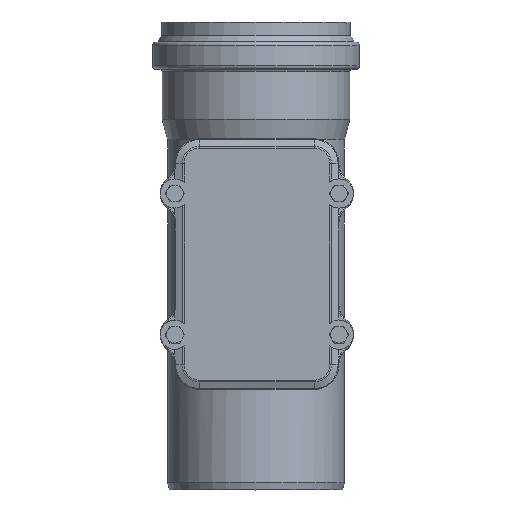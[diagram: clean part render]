
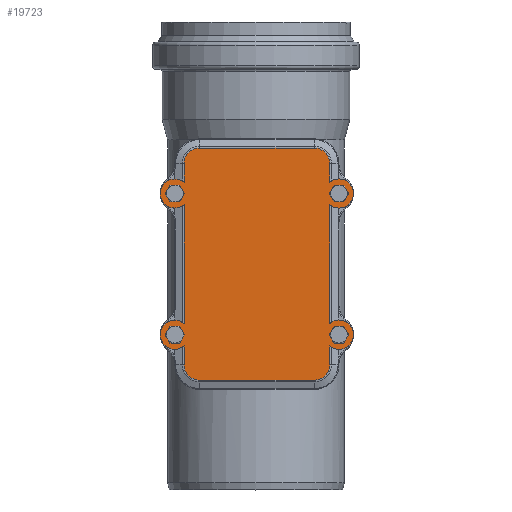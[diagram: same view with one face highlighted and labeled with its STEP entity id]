
A CAD part, top view. The second image highlights one B-rep face of the part: STEP entity #19723.
In plain terms, the highlighted planar face has unit normal (0, 0, 1).
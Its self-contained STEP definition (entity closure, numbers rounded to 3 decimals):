
#1864=FACE_BOUND('',#4575,.T.);
#1865=FACE_BOUND('',#4576,.T.);
#1866=FACE_BOUND('',#4577,.T.);
#1867=FACE_BOUND('',#4578,.T.);
#2114=PLANE('',#21939);
#3251=FACE_OUTER_BOUND('',#4574,.T.);
#4574=EDGE_LOOP('',(#17554,#17555,#17556,#17557,#17558,#17559,#17560,#17561,
#17562,#17563,#17564,#17565,#17566,#17567,#17568,#17569));
#4575=EDGE_LOOP('',(#17570));
#4576=EDGE_LOOP('',(#17571));
#4577=EDGE_LOOP('',(#17572));
#4578=EDGE_LOOP('',(#17573));
#5535=CIRCLE('',#21931,17.559);
#5539=CIRCLE('',#21937,17.559);
#5540=CIRCLE('',#21940,16.5);
#5541=CIRCLE('',#21941,16.5);
#5542=CIRCLE('',#21942,16.5);
#5543=CIRCLE('',#21943,17.559);
#5544=CIRCLE('',#21944,17.559);
#5545=CIRCLE('',#21945,16.5);
#5546=CIRCLE('',#21946,6.5);
#5547=CIRCLE('',#21947,6.5);
#5548=CIRCLE('',#21948,6.5);
#5549=CIRCLE('',#21949,6.5);
#6685=LINE('',#43053,#7854);
#6687=LINE('',#43065,#7856);
#6689=LINE('',#43082,#7858);
#6690=LINE('',#43089,#7859);
#6691=LINE('',#43093,#7860);
#6692=LINE('',#43097,#7861);
#6693=LINE('',#43101,#7862);
#6694=LINE('',#43104,#7863);
#7854=VECTOR('',#27308,21.223);
#7856=VECTOR('',#27322,130.);
#7858=VECTOR('',#27334,21.223);
#7859=VECTOR('',#27341,134.447);
#7860=VECTOR('',#27344,21.223);
#7861=VECTOR('',#27347,130.);
#7862=VECTOR('',#27350,21.223);
#7863=VECTOR('',#27353,134.447);
#9489=VERTEX_POINT('',#43041);
#9492=VERTEX_POINT('',#43046);
#9493=VERTEX_POINT('',#43055);
#9495=VERTEX_POINT('',#43061);
#9497=VERTEX_POINT('',#43067);
#9499=VERTEX_POINT('',#43073);
#9501=VERTEX_POINT('',#43084);
#9502=VERTEX_POINT('',#43086);
#9503=VERTEX_POINT('',#43088);
#9504=VERTEX_POINT('',#43090);
#9505=VERTEX_POINT('',#43092);
#9506=VERTEX_POINT('',#43094);
#9507=VERTEX_POINT('',#43096);
#9508=VERTEX_POINT('',#43098);
#9509=VERTEX_POINT('',#43100);
#9510=VERTEX_POINT('',#43102);
#9511=VERTEX_POINT('',#43105);
#9512=VERTEX_POINT('',#43107);
#9513=VERTEX_POINT('',#43109);
#9514=VERTEX_POINT('',#43111);
#12236=EDGE_CURVE('',#9492,#9489,#6685,.T.);
#12239=EDGE_CURVE('',#9489,#9493,#5535,.T.);
#12242=EDGE_CURVE('',#9493,#9495,#6687,.T.);
#12245=EDGE_CURVE('',#9495,#9497,#5539,.T.);
#12248=EDGE_CURVE('',#9497,#9499,#6689,.T.);
#12249=EDGE_CURVE('',#9499,#9501,#5540,.T.);
#12250=EDGE_CURVE('',#9502,#9492,#5541,.T.);
#12251=EDGE_CURVE('',#9503,#9502,#6690,.T.);
#12252=EDGE_CURVE('',#9504,#9503,#5542,.T.);
#12253=EDGE_CURVE('',#9505,#9504,#6691,.T.);
#12254=EDGE_CURVE('',#9506,#9505,#5543,.T.);
#12255=EDGE_CURVE('',#9507,#9506,#6692,.T.);
#12256=EDGE_CURVE('',#9508,#9507,#5544,.T.);
#12257=EDGE_CURVE('',#9509,#9508,#6693,.T.);
#12258=EDGE_CURVE('',#9510,#9509,#5545,.T.);
#12259=EDGE_CURVE('',#9501,#9510,#6694,.T.);
#12260=EDGE_CURVE('',#9511,#9511,#5546,.T.);
#12261=EDGE_CURVE('',#9512,#9512,#5547,.T.);
#12262=EDGE_CURVE('',#9513,#9513,#5548,.T.);
#12263=EDGE_CURVE('',#9514,#9514,#5549,.T.);
#17554=ORIENTED_EDGE('',*,*,#12249,.F.);
#17555=ORIENTED_EDGE('',*,*,#12248,.F.);
#17556=ORIENTED_EDGE('',*,*,#12245,.F.);
#17557=ORIENTED_EDGE('',*,*,#12242,.F.);
#17558=ORIENTED_EDGE('',*,*,#12239,.F.);
#17559=ORIENTED_EDGE('',*,*,#12236,.F.);
#17560=ORIENTED_EDGE('',*,*,#12250,.F.);
#17561=ORIENTED_EDGE('',*,*,#12251,.F.);
#17562=ORIENTED_EDGE('',*,*,#12252,.F.);
#17563=ORIENTED_EDGE('',*,*,#12253,.F.);
#17564=ORIENTED_EDGE('',*,*,#12254,.F.);
#17565=ORIENTED_EDGE('',*,*,#12255,.F.);
#17566=ORIENTED_EDGE('',*,*,#12256,.F.);
#17567=ORIENTED_EDGE('',*,*,#12257,.F.);
#17568=ORIENTED_EDGE('',*,*,#12258,.F.);
#17569=ORIENTED_EDGE('',*,*,#12259,.F.);
#17570=ORIENTED_EDGE('',*,*,#12260,.T.);
#17571=ORIENTED_EDGE('',*,*,#12261,.T.);
#17572=ORIENTED_EDGE('',*,*,#12262,.T.);
#17573=ORIENTED_EDGE('',*,*,#12263,.T.);
#19723=ADVANCED_FACE('',(#3251,#1864,#1865,#1866,#1867),#2114,.T.);
#21931=AXIS2_PLACEMENT_3D('',#43059,#27315,#27316);
#21937=AXIS2_PLACEMENT_3D('',#43071,#27329,#27330);
#21939=AXIS2_PLACEMENT_3D('',#43083,#27335,#27336);
#21940=AXIS2_PLACEMENT_3D('',#43085,#27337,#27338);
#21941=AXIS2_PLACEMENT_3D('',#43087,#27339,#27340);
#21942=AXIS2_PLACEMENT_3D('',#43091,#27342,#27343);
#21943=AXIS2_PLACEMENT_3D('',#43095,#27345,#27346);
#21944=AXIS2_PLACEMENT_3D('',#43099,#27348,#27349);
#21945=AXIS2_PLACEMENT_3D('',#43103,#27351,#27352);
#21946=AXIS2_PLACEMENT_3D('',#43106,#27354,#27355);
#21947=AXIS2_PLACEMENT_3D('',#43108,#27356,#27357);
#21948=AXIS2_PLACEMENT_3D('',#43110,#27358,#27359);
#21949=AXIS2_PLACEMENT_3D('',#43112,#27360,#27361);
#27308=DIRECTION('',(0.,-1.,0.));
#27315=DIRECTION('center_axis',(0.,0.,-1.));
#27316=DIRECTION('ref_axis',(0.707,-0.707,0.));
#27322=DIRECTION('',(-1.,0.,0.));
#27329=DIRECTION('center_axis',(0.,0.,-1.));
#27330=DIRECTION('ref_axis',(-0.707,-0.707,0.));
#27334=DIRECTION('',(0.,1.,0.));
#27335=DIRECTION('center_axis',(0.,0.,1.));
#27336=DIRECTION('ref_axis',(1.,0.,0.));
#27337=DIRECTION('center_axis',(0.,0.,-1.));
#27338=DIRECTION('ref_axis',(-1.,0.,0.));
#27339=DIRECTION('center_axis',(0.,0.,-1.));
#27340=DIRECTION('ref_axis',(-1.,0.,0.));
#27341=DIRECTION('',(0.,-1.,0.));
#27342=DIRECTION('center_axis',(0.,0.,-1.));
#27343=DIRECTION('ref_axis',(-1.,0.,0.));
#27344=DIRECTION('',(0.,-1.,0.));
#27345=DIRECTION('center_axis',(0.,0.,-1.));
#27346=DIRECTION('ref_axis',(0.707,0.707,0.));
#27347=DIRECTION('',(1.,0.,0.));
#27348=DIRECTION('center_axis',(0.,0.,-1.));
#27349=DIRECTION('ref_axis',(-0.707,0.707,0.));
#27350=DIRECTION('',(0.,1.,0.));
#27351=DIRECTION('center_axis',(0.,0.,-1.));
#27352=DIRECTION('ref_axis',(-1.,0.,0.));
#27353=DIRECTION('',(0.,1.,0.));
#27354=DIRECTION('center_axis',(0.,0.,-1.));
#27355=DIRECTION('ref_axis',(-1.,0.,0.));
#27356=DIRECTION('center_axis',(0.,0.,-1.));
#27357=DIRECTION('ref_axis',(-1.,0.,0.));
#27358=DIRECTION('center_axis',(0.,0.,-1.));
#27359=DIRECTION('ref_axis',(-1.,0.,0.));
#27360=DIRECTION('center_axis',(0.,0.,-1.));
#27361=DIRECTION('ref_axis',(-1.,0.,0.));
#43041=CARTESIAN_POINT('',(82.559,-114.,25.));
#43046=CARTESIAN_POINT('',(82.559,-92.777,25.));
#43053=CARTESIAN_POINT('',(82.559,-28.5,25.));
#43055=CARTESIAN_POINT('',(65.,-131.559,25.));
#43059=CARTESIAN_POINT('Origin',(65.,-114.,25.));
#43061=CARTESIAN_POINT('',(-65.,-131.559,25.));
#43065=CARTESIAN_POINT('',(-16.25,-131.559,25.));
#43067=CARTESIAN_POINT('',(-82.559,-114.,25.));
#43071=CARTESIAN_POINT('Origin',(-65.,-114.,25.));
#43073=CARTESIAN_POINT('',(-82.559,-92.777,25.));
#43082=CARTESIAN_POINT('',(-82.559,28.5,25.));
#43083=CARTESIAN_POINT('Origin',(0.,0.,
25.));
#43084=CARTESIAN_POINT('',(-82.559,-67.223,25.));
#43085=CARTESIAN_POINT('Origin',(-93.,-80.,25.));
#43086=CARTESIAN_POINT('',(82.559,-67.223,25.));
#43087=CARTESIAN_POINT('Origin',(93.,-80.,25.));
#43088=CARTESIAN_POINT('',(82.559,67.223,25.));
#43089=CARTESIAN_POINT('',(82.559,-28.5,25.));
#43090=CARTESIAN_POINT('',(82.559,92.777,25.));
#43091=CARTESIAN_POINT('Origin',(93.,80.,25.));
#43092=CARTESIAN_POINT('',(82.559,114.,25.));
#43093=CARTESIAN_POINT('',(82.559,-28.5,25.));
#43094=CARTESIAN_POINT('',(65.,131.559,25.));
#43095=CARTESIAN_POINT('Origin',(65.,114.,25.));
#43096=CARTESIAN_POINT('',(-65.,131.559,25.));
#43097=CARTESIAN_POINT('',(16.25,131.559,25.));
#43098=CARTESIAN_POINT('',(-82.559,114.,25.));
#43099=CARTESIAN_POINT('Origin',(-65.,114.,25.));
#43100=CARTESIAN_POINT('',(-82.559,92.777,25.));
#43101=CARTESIAN_POINT('',(-82.559,28.5,25.));
#43102=CARTESIAN_POINT('',(-82.559,67.223,25.));
#43103=CARTESIAN_POINT('Origin',(-93.,80.,25.));
#43104=CARTESIAN_POINT('',(-82.559,28.5,25.));
#43105=CARTESIAN_POINT('',(-86.5,-80.,25.));
#43106=CARTESIAN_POINT('Origin',(-93.,-80.,25.));
#43107=CARTESIAN_POINT('',(-86.5,80.,25.));
#43108=CARTESIAN_POINT('Origin',(-93.,80.,25.));
#43109=CARTESIAN_POINT('',(99.5,80.,25.));
#43110=CARTESIAN_POINT('Origin',(93.,80.,25.));
#43111=CARTESIAN_POINT('',(99.5,-80.,25.));
#43112=CARTESIAN_POINT('Origin',(93.,-80.,25.));
